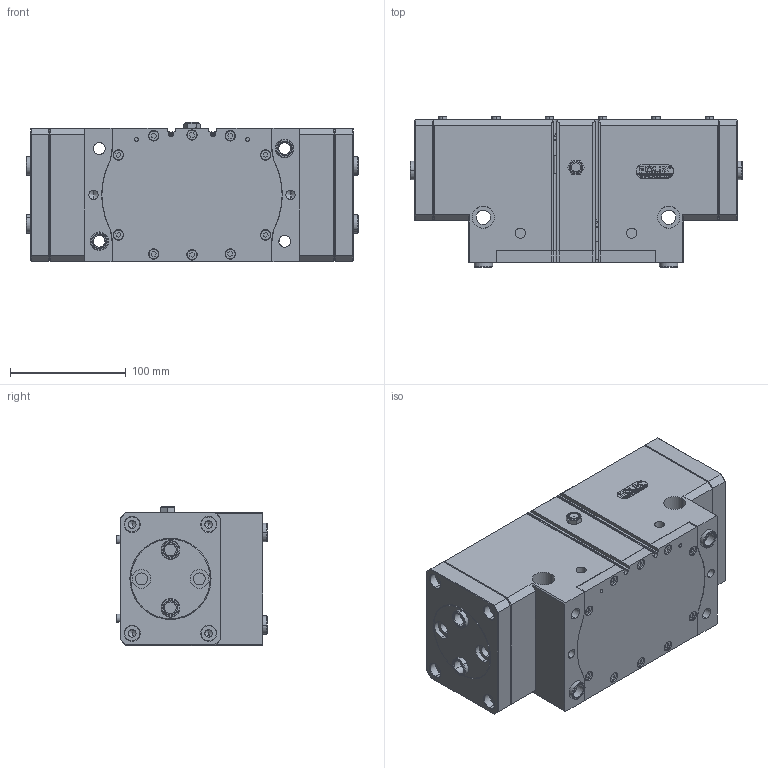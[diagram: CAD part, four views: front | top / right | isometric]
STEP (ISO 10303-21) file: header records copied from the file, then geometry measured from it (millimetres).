
FILE_DESCRIPTION (( 'STEP AP203' ), '1' );
FILE_NAME ('TRF117.STEP', '2026-01-20T07:49:34', ( 'USER-' ), ( 'Microsoft' ), 'SwSTEP 2.0', 'SolidWorks 2018', '' );
FILE_SCHEMA (( 'CONFIG_CONTROL_DESIGN' ));
Length unit declared in the file: millimetre
Products named in the file (33): 内六角圆柱头螺钉[GBT70_1-2008][M5×12]_M5×12; 内六角圆柱头螺钉[GBT70_1-2008][M4×10]_M4×10; TRF117-M-01 喘倛褲极1-1; BSLM01; TRF117-02 耜猾极1-1; TRF117-01 忒硌薊极1; 菁裔啣; 棠羲換覜ん; ﾏ擎ﾗ16｡ﾁ12｡ﾁ8; 菁裔啣梓蚾; 32x12-R6; TRF117; TRF117-04 奻葡裔啣1-1
Assembly tree (40 placements, depth 3):
  TRF117
    TRF117-M-01 喘倛褲极1-1
    TRF117-02 耜猾极1-1  x2
    TRF117-04 奻葡裔啣1-1
    32x12-R6
    内六角圆柱头螺钉[GBT70_1-2008][M4×10]_M4×10
    内六角圆柱头螺钉[GBT70_1-2008][M4×10]_M4×10
    内六角圆柱头螺钉[GBT70_1-2008][M4×10]_M4×10
    内六角圆柱头螺钉[GBT70_1-2008][M4×10]_M4×10
    内六角圆柱头螺钉[GBT70_1-2008][M4×10]_M4×10
    内六角圆柱头螺钉[GBT70_1-2008][M4×10]_M4×10
    内六角圆柱头螺钉[GBT70_1-2008][M4×10]_M4×10
    内六角圆柱头螺钉[GBT70_1-2008][M4×10]_M4×10
    内六角圆柱头螺钉[GBT70_1-2008][M4×10]_M4×10
    内六角圆柱头螺钉[GBT70_1-2008][M4×10]_M4×10
    内六角圆柱头螺钉[GBT70_1-2008][M4×10]_M4×10
    内六角圆柱头螺钉[GBT70_1-2008][M4×10]_M4×10
    ﾏ擎ﾗ16｡ﾁ12｡ﾁ8  x6
    棠羲換覜ん  x2
    菁裔啣梓蚾
      菁裔啣
      内六角圆柱头螺钉[GBT70_1-2008][M5×12]_M5×12
      内六角圆柱头螺钉[GBT70_1-2008][M5×12]_M5×12
      内六角圆柱头螺钉[GBT70_1-2008][M5×12]_M5×12
      内六角圆柱头螺钉[GBT70_1-2008][M5×12]_M5×12
      内六角圆柱头螺钉[GBT70_1-2008][M5×12]_M5×12
      内六角圆柱头螺钉[GBT70_1-2008][M5×12]_M5×12
      内六角圆柱头螺钉[GBT70_1-2008][M5×12]_M5×12
      内六角圆柱头螺钉[GBT70_1-2008][M5×12]_M5×12
      内六角圆柱头螺钉[GBT70_1-2008][M5×12]_M5×12
      内六角圆柱头螺钉[GBT70_1-2008][M5×12]_M5×12
    BSLM01
    TRF117-01 忒硌薊极1  x2
Bounding box: 286.5 x 129.8 x 120 mm (x, y, z)
Volume: 2802312.8 mm3; surface area: 387430.7 mm2
Topology: 39 solids, 39 shells, 1713 faces, 4184 edges, 2640 vertices
Faces by surface type: plane 766, cylinder 490, cone 211, bspline 154, torus 90, sphere 2
Entity records: 54709 total; most frequent: CARTESIAN_POINT 14935, ORIENTED_EDGE 7466, DIRECTION 7322, EDGE_CURVE 3733, AXIS2_PLACEMENT_3D 2539, VERTEX_POINT 2404, LINE 2244, VECTOR 2244
